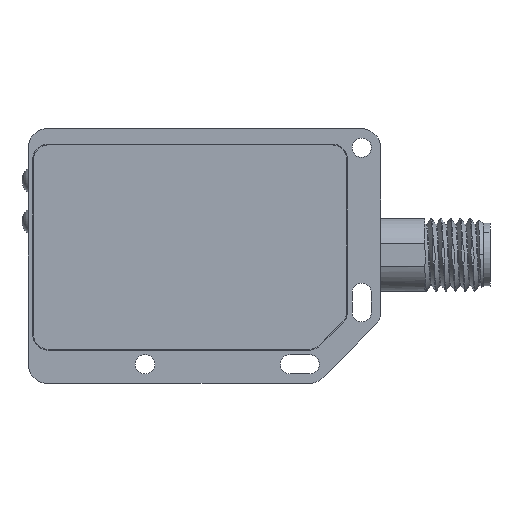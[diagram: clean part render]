
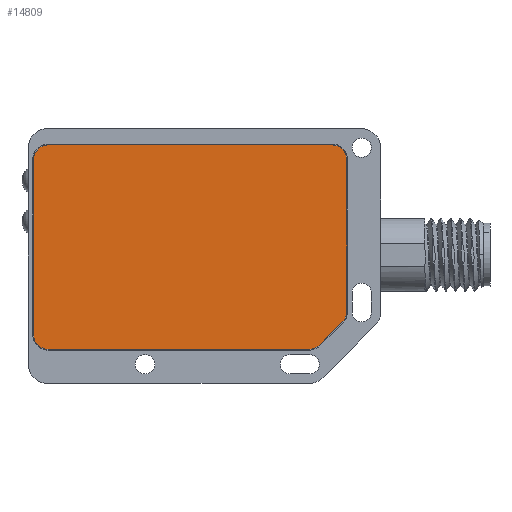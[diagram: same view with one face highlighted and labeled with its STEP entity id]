
A CAD part, left-side view. The second image highlights one B-rep face of the part: STEP entity #14809.
In plain terms, the highlighted face is planar.
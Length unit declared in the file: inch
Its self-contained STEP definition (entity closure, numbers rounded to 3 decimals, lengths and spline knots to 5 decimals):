
#14526=CARTESIAN_POINT('',(0.,-0.98365,0.03));
#14527=DIRECTION('',(0.,0.,-1.));
#14528=DIRECTION('',(1.,0.,0.));
#14529=AXIS2_PLACEMENT_3D('',#14526,#14527,#14528);
#14544=CARTESIAN_POINT('',(-0.15135,-1.135,0.03));
#14545=DIRECTION('',(0.,0.,-1.));
#14546=DIRECTION('',(0.707,-0.707,0.));
#14547=AXIS2_PLACEMENT_3D('',#14544,#14545,#14546);
#14549=DIRECTION('',(1.,0.,0.));
#14550=VECTOR('',#14549,1.68865);
#14551=CARTESIAN_POINT('',(-1.84,-1.23,0.03));
#14552=LINE('',#14551,#14550);
#14553=CARTESIAN_POINT('',(-1.84,-1.135,0.03));
#14554=DIRECTION('',(0.,0.,1.));
#14555=DIRECTION('',(-1.,0.,0.));
#14556=AXIS2_PLACEMENT_3D('',#14553,#14554,#14555);
#14558=DIRECTION('',(0.,-1.,0.));
#14559=VECTOR('',#14558,1.135);
#14560=CARTESIAN_POINT('',(-1.935,0.,0.03));
#14561=LINE('',#14560,#14559);
#14562=CARTESIAN_POINT('',(-1.84,0.,0.03));
#14563=DIRECTION('',(0.,0.,1.));
#14564=DIRECTION('',(0.,1.,0.));
#14565=AXIS2_PLACEMENT_3D('',#14562,#14563,#14564);
#14567=DIRECTION('',(-1.,0.,0.));
#14568=VECTOR('',#14567,1.84);
#14569=CARTESIAN_POINT('',(0.,0.095,0.03));
#14570=LINE('',#14569,#14568);
#14571=CARTESIAN_POINT('',(0.,0.,0.03));
#14572=DIRECTION('',(0.,0.,1.));
#14573=DIRECTION('',(1.,0.,0.));
#14574=AXIS2_PLACEMENT_3D('',#14571,#14572,#14573);
#14576=DIRECTION('',(0.,1.,0.));
#14577=VECTOR('',#14576,0.98365);
#14578=CARTESIAN_POINT('',(0.095,-0.98365,0.03));
#14579=LINE('',#14578,#14577);
#14580=DIRECTION('',(0.707,0.707,0.));
#14581=VECTOR('',#14580,0.21404);
#14582=CARTESIAN_POINT('',(-0.08418,-1.20218,0.03));
#14583=LINE('',#14582,#14581);
#14596=CARTESIAN_POINT('',(0.095,0.,0.03));
#14597=CARTESIAN_POINT('',(0.,0.095,0.03));
#14598=VERTEX_POINT('',#14596);
#14599=VERTEX_POINT('',#14597);
#14600=CARTESIAN_POINT('',(-1.84,0.095,0.03));
#14601=VERTEX_POINT('',#14600);
#14602=CARTESIAN_POINT('',(-1.935,0.,0.03));
#14603=VERTEX_POINT('',#14602);
#14604=CARTESIAN_POINT('',(-1.935,-1.135,0.03));
#14605=VERTEX_POINT('',#14604);
#14606=CARTESIAN_POINT('',(-1.84,-1.23,0.03));
#14607=VERTEX_POINT('',#14606);
#14609=CARTESIAN_POINT('',(0.095,-0.98365,0.03));
#14611=VERTEX_POINT('',#14609);
#14613=CARTESIAN_POINT('',(0.06718,-1.05082,0.03));
#14615=VERTEX_POINT('',#14613);
#14617=CARTESIAN_POINT('',(-0.08418,-1.20218,0.03));
#14619=VERTEX_POINT('',#14617);
#14621=CARTESIAN_POINT('',(-0.15135,-1.23,0.03));
#14623=VERTEX_POINT('',#14621);
#14792=CARTESIAN_POINT('',(0.,0.,0.03));
#14793=DIRECTION('',(0.,0.,1.));
#14794=DIRECTION('',(1.,0.,0.));
#14795=AXIS2_PLACEMENT_3D('',#14792,#14793,#14794);
#14796=PLANE('',#14795);
#14797=ORIENTED_EDGE('',*,*,#14660,.F.);
#14798=ORIENTED_EDGE('',*,*,#14675,.F.);
#14799=ORIENTED_EDGE('',*,*,#14689,.F.);
#14800=ORIENTED_EDGE('',*,*,#14703,.F.);
#14801=ORIENTED_EDGE('',*,*,#14717,.F.);
#14802=ORIENTED_EDGE('',*,*,#14731,.F.);
#14803=ORIENTED_EDGE('',*,*,#14745,.F.);
#14804=ORIENTED_EDGE('',*,*,#14760,.T.);
#14805=ORIENTED_EDGE('',*,*,#14773,.F.);
#14806=ORIENTED_EDGE('',*,*,#14787,.T.);
#14807=EDGE_LOOP('',(#14797,#14798,#14799,#14800,#14801,#14802,#14803,#14804,
#14805,#14806));
#14808=FACE_OUTER_BOUND('',#14807,.F.);
#14809=ADVANCED_FACE('',(#14808),#14796,.T.);
#14530=CIRCLE('',#14529,0.095);
#14548=CIRCLE('',#14547,0.095);
#14557=CIRCLE('',#14556,0.095);
#14566=CIRCLE('',#14565,0.095);
#14575=CIRCLE('',#14574,0.095);
#14660=EDGE_CURVE('',#14607,#14623,#14552,.T.);
#14675=EDGE_CURVE('',#14605,#14607,#14557,.T.);
#14689=EDGE_CURVE('',#14603,#14605,#14561,.T.);
#14703=EDGE_CURVE('',#14601,#14603,#14566,.T.);
#14717=EDGE_CURVE('',#14599,#14601,#14570,.T.);
#14731=EDGE_CURVE('',#14598,#14599,#14575,.T.);
#14745=EDGE_CURVE('',#14611,#14598,#14579,.T.);
#14760=EDGE_CURVE('',#14611,#14615,#14530,.T.);
#14773=EDGE_CURVE('',#14619,#14615,#14583,.T.);
#14787=EDGE_CURVE('',#14619,#14623,#14548,.T.);
